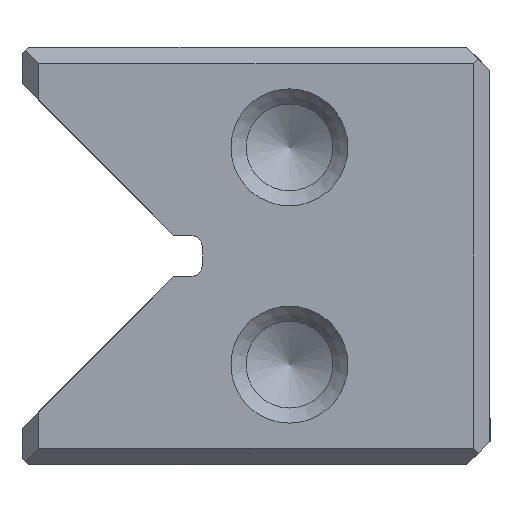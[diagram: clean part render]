
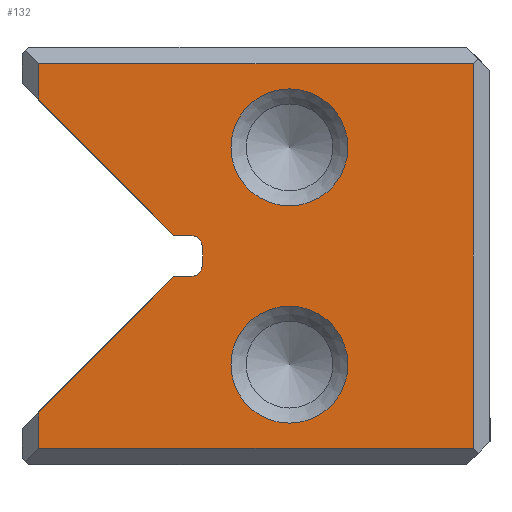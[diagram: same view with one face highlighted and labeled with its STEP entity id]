
A CAD part, left-side view. The second image highlights one B-rep face of the part: STEP entity #132.
In plain terms, the highlighted planar face has unit normal (-1, 0, 0).
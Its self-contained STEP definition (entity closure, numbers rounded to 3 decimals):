
#132=ADVANCED_FACE('',(#430,#431,#432),#242,.T.);
#242=PLANE('',#1629);
#282=LINE('',#2336,#356);
#283=LINE('',#2339,#357);
#284=LINE('',#2341,#358);
#285=LINE('',#2343,#359);
#286=LINE('',#2347,#360);
#287=LINE('',#2351,#361);
#288=LINE('',#2353,#362);
#289=LINE('',#2355,#363);
#290=LINE('',#2357,#364);
#291=LINE('',#2359,#365);
#356=VECTOR('',#1841,1.);
#357=VECTOR('',#1842,1.);
#358=VECTOR('',#1843,1.);
#359=VECTOR('',#1844,1.);
#360=VECTOR('',#1847,1.);
#361=VECTOR('',#1850,1.);
#362=VECTOR('',#1851,1.);
#363=VECTOR('',#1852,1.);
#364=VECTOR('',#1853,1.);
#365=VECTOR('',#1854,1.);
#430=FACE_BOUND('',#630,.T.);
#431=FACE_BOUND('',#631,.T.);
#432=FACE_BOUND('',#632,.T.);
#630=EDGE_LOOP('',(#850));
#631=EDGE_LOOP('',(#851));
#632=EDGE_LOOP('',(#852,#853,#854,#855,#856,#857,#858,#859,#860,#861,#862,
#863));
#850=ORIENTED_EDGE('',*,*,#1350,.F.);
#851=ORIENTED_EDGE('',*,*,#1351,.T.);
#852=ORIENTED_EDGE('',*,*,#1352,.T.);
#853=ORIENTED_EDGE('',*,*,#1353,.T.);
#854=ORIENTED_EDGE('',*,*,#1354,.T.);
#855=ORIENTED_EDGE('',*,*,#1355,.T.);
#856=ORIENTED_EDGE('',*,*,#1356,.T.);
#857=ORIENTED_EDGE('',*,*,#1357,.T.);
#858=ORIENTED_EDGE('',*,*,#1358,.T.);
#859=ORIENTED_EDGE('',*,*,#1359,.F.);
#860=ORIENTED_EDGE('',*,*,#1360,.F.);
#861=ORIENTED_EDGE('',*,*,#1361,.T.);
#862=ORIENTED_EDGE('',*,*,#1362,.T.);
#863=ORIENTED_EDGE('',*,*,#1363,.T.);
#1198=VERTEX_POINT('',#2333);
#1199=VERTEX_POINT('',#2335);
#1200=VERTEX_POINT('',#2337);
#1201=VERTEX_POINT('',#2338);
#1202=VERTEX_POINT('',#2340);
#1203=VERTEX_POINT('',#2342);
#1204=VERTEX_POINT('',#2344);
#1205=VERTEX_POINT('',#2346);
#1206=VERTEX_POINT('',#2348);
#1207=VERTEX_POINT('',#2350);
#1208=VERTEX_POINT('',#2352);
#1209=VERTEX_POINT('',#2354);
#1210=VERTEX_POINT('',#2356);
#1211=VERTEX_POINT('',#2358);
#1350=EDGE_CURVE('',#1198,#1198,#1524,.T.);
#1351=EDGE_CURVE('',#1199,#1199,#1525,.T.);
#1352=EDGE_CURVE('',#1200,#1201,#282,.T.);
#1353=EDGE_CURVE('',#1201,#1202,#283,.T.);
#1354=EDGE_CURVE('',#1202,#1203,#284,.T.);
#1355=EDGE_CURVE('',#1203,#1204,#285,.T.);
#1356=EDGE_CURVE('',#1204,#1205,#1526,.T.);
#1357=EDGE_CURVE('',#1205,#1206,#286,.T.);
#1358=EDGE_CURVE('',#1206,#1207,#1527,.T.);
#1359=EDGE_CURVE('',#1208,#1207,#287,.T.);
#1360=EDGE_CURVE('',#1209,#1208,#288,.T.);
#1361=EDGE_CURVE('',#1209,#1210,#289,.T.);
#1362=EDGE_CURVE('',#1210,#1211,#290,.T.);
#1363=EDGE_CURVE('',#1211,#1200,#291,.T.);
#1524=CIRCLE('',#1625,3.5);
#1525=CIRCLE('',#1626,3.5);
#1526=CIRCLE('',#1627,0.7);
#1527=CIRCLE('',#1628,0.7);
#1625=AXIS2_PLACEMENT_3D('',#2332,#1837,#1838);
#1626=AXIS2_PLACEMENT_3D('',#2334,#1839,#1840);
#1627=AXIS2_PLACEMENT_3D('',#2345,#1845,#1846);
#1628=AXIS2_PLACEMENT_3D('',#2349,#1848,#1849);
#1629=AXIS2_PLACEMENT_3D('',#2360,#1855,#1856);
#1837=DIRECTION('',(-1.,0.,0.));
#1838=DIRECTION('',(0.,0.,1.));
#1839=DIRECTION('',(1.,0.,0.));
#1840=DIRECTION('',(0.,0.,-1.));
#1841=DIRECTION('',(0.,1.,0.));
#1842=DIRECTION('',(0.,0.,-1.));
#1843=DIRECTION('',(0.,-0.707,-0.707));
#1844=DIRECTION('',(0.,-1.,0.));
#1845=DIRECTION('',(1.,0.,0.));
#1846=DIRECTION('',(0.,0.,1.));
#1847=DIRECTION('',(0.,0.,-1.));
#1848=DIRECTION('',(1.,0.,0.));
#1849=DIRECTION('',(0.,0.,1.));
#1850=DIRECTION('',(0.,-1.,0.));
#1851=DIRECTION('',(0.,-0.707,0.707));
#1852=DIRECTION('',(0.,0.,-1.));
#1853=DIRECTION('',(0.,-1.,0.));
#1854=DIRECTION('',(0.,0.,1.));
#1855=DIRECTION('',(-1.,0.,0.));
#1856=DIRECTION('',(0.,0.,1.));
#2332=CARTESIAN_POINT('',(0.,12.,6.));
#2333=CARTESIAN_POINT('',(0.,12.,9.5));
#2334=CARTESIAN_POINT('',(0.,12.,19.));
#2335=CARTESIAN_POINT('',(0.,12.,15.5));
#2336=CARTESIAN_POINT('',(0.,14.,24.));
#2337=CARTESIAN_POINT('',(0.,1.,24.));
#2338=CARTESIAN_POINT('',(0.,27.,24.));
#2339=CARTESIAN_POINT('',(0.,27.,0.));
#2340=CARTESIAN_POINT('',(0.,27.,21.832));
#2341=CARTESIAN_POINT('',(0.,28.,22.832));
#2342=CARTESIAN_POINT('',(0.,18.918,13.75));
#2343=CARTESIAN_POINT('',(0.,17.2,13.75));
#2344=CARTESIAN_POINT('',(0.,17.9,13.75));
#2345=CARTESIAN_POINT('',(0.,17.9,13.05));
#2346=CARTESIAN_POINT('',(0.,17.2,13.05));
#2347=CARTESIAN_POINT('',(0.,17.2,13.75));
#2348=CARTESIAN_POINT('',(0.,17.2,11.95));
#2349=CARTESIAN_POINT('',(0.,17.9,11.95));
#2350=CARTESIAN_POINT('',(0.,17.9,11.25));
#2351=CARTESIAN_POINT('',(0.,17.2,11.25));
#2352=CARTESIAN_POINT('',(0.,18.918,11.25));
#2353=CARTESIAN_POINT('',(0.,28.,2.168));
#2354=CARTESIAN_POINT('',(0.,27.,3.168));
#2355=CARTESIAN_POINT('',(0.,27.,0.));
#2356=CARTESIAN_POINT('',(0.,27.,1.));
#2357=CARTESIAN_POINT('',(0.,14.,1.));
#2358=CARTESIAN_POINT('',(0.,1.,1.));
#2359=CARTESIAN_POINT('',(0.,1.,0.));
#2360=CARTESIAN_POINT('',(0.,14.,0.));
